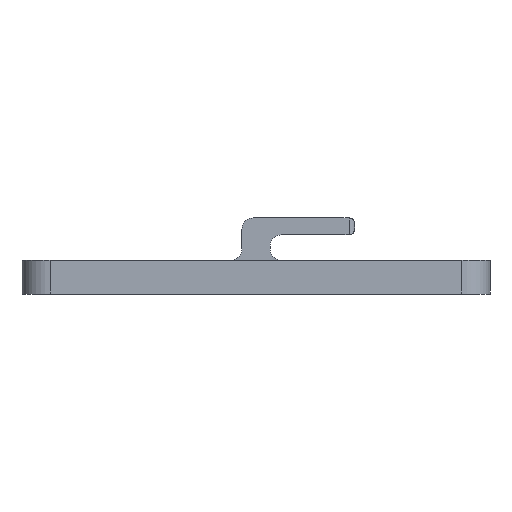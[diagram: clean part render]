
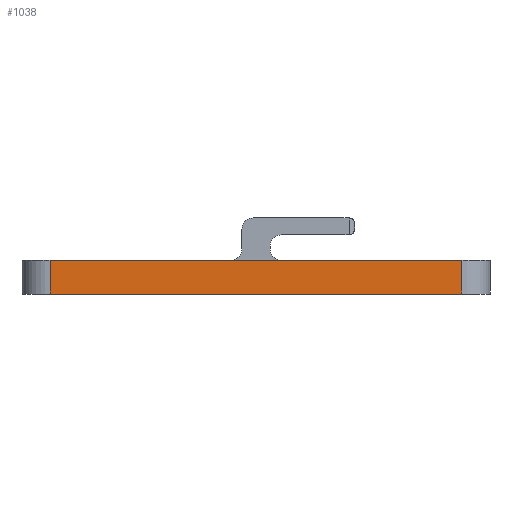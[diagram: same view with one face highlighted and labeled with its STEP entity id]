
A CAD part, left-side view. The second image highlights one B-rep face of the part: STEP entity #1038.
In plain terms, the highlighted planar face has unit normal (-1, 0, 0).
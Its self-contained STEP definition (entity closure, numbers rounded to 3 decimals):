
#394 = VERTEX_POINT('',#395);
#395 = CARTESIAN_POINT('',(-41.5,36.5,3.));
#402 = EDGE_CURVE('',#394,#403,#405,.T.);
#403 = VERTEX_POINT('',#404);
#404 = CARTESIAN_POINT('',(-41.5,-36.5,3.));
#405 = LINE('',#406,#407);
#406 = CARTESIAN_POINT('',(-41.5,36.5,3.));
#407 = VECTOR('',#408,1.);
#408 = DIRECTION('',(0.,-1.,0.));
#993 = EDGE_CURVE('',#994,#394,#996,.T.);
#994 = VERTEX_POINT('',#995);
#995 = CARTESIAN_POINT('',(-41.5,36.5,-3.));
#996 = LINE('',#997,#998);
#997 = CARTESIAN_POINT('',(-41.5,36.5,-3.));
#998 = VECTOR('',#999,1.);
#999 = DIRECTION('',(0.,0.,1.));
#1038 = ADVANCED_FACE('',(#1039),#1057,.F.);
#1039 = FACE_BOUND('',#1040,.F.);
#1040 = EDGE_LOOP('',(#1041,#1042,#1043,#1051));
#1041 = ORIENTED_EDGE('',*,*,#993,.T.);
#1042 = ORIENTED_EDGE('',*,*,#402,.T.);
#1043 = ORIENTED_EDGE('',*,*,#1044,.F.);
#1044 = EDGE_CURVE('',#1045,#403,#1047,.T.);
#1045 = VERTEX_POINT('',#1046);
#1046 = CARTESIAN_POINT('',(-41.5,-36.5,-3.));
#1047 = LINE('',#1048,#1049);
#1048 = CARTESIAN_POINT('',(-41.5,-36.5,-3.));
#1049 = VECTOR('',#1050,1.);
#1050 = DIRECTION('',(0.,0.,1.));
#1051 = ORIENTED_EDGE('',*,*,#1052,.F.);
#1052 = EDGE_CURVE('',#994,#1045,#1053,.T.);
#1053 = LINE('',#1054,#1055);
#1054 = CARTESIAN_POINT('',(-41.5,36.5,-3.));
#1055 = VECTOR('',#1056,1.);
#1056 = DIRECTION('',(0.,-1.,0.));
#1057 = PLANE('',#1058);
#1058 = AXIS2_PLACEMENT_3D('',#1059,#1060,#1061);
#1059 = CARTESIAN_POINT('',(-41.5,36.5,-3.));
#1060 = DIRECTION('',(1.,0.,0.));
#1061 = DIRECTION('',(0.,-1.,0.));
